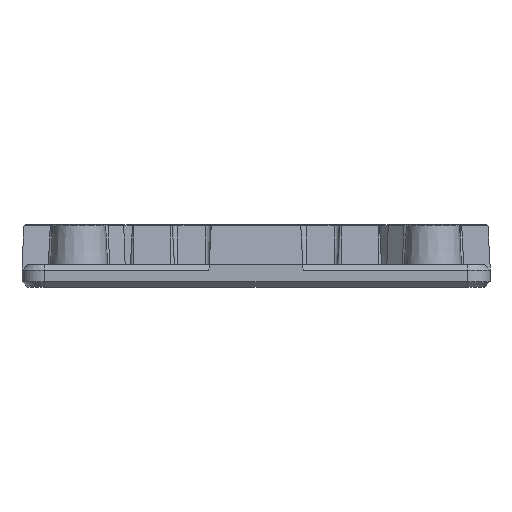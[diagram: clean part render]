
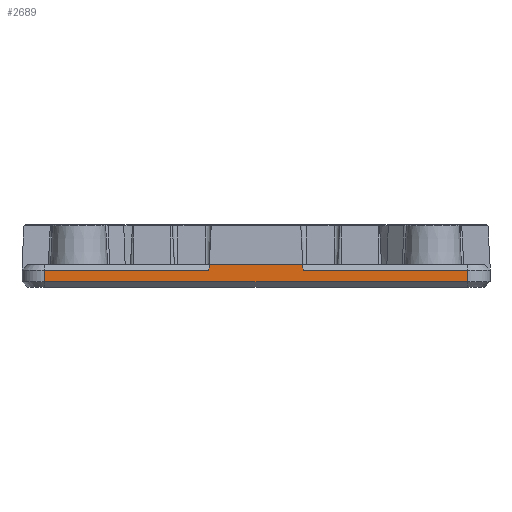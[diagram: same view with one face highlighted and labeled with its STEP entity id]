
A CAD part, front view. The second image highlights one B-rep face of the part: STEP entity #2689.
In plain terms, the highlighted planar face has unit normal (0, -1, 0).
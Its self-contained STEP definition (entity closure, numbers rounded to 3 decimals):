
#4 = FACE_OUTER_BOUND ( 'NONE', #2698, .T. ) ;
#147 = CARTESIAN_POINT ( 'NONE',  ( -4.139, -20.5, 1.247 ) ) ;
#185 = DIRECTION ( 'NONE',  ( 0., 0., -1. ) ) ;
#360 = CARTESIAN_POINT ( 'NONE',  ( -18.5, -20.5, 0.5 ) ) ;
#566 = ORIENTED_EDGE ( 'NONE', *, *, #8079, .T. ) ;
#617 = DIRECTION ( 'NONE',  ( -0.052, 0., 0.999 ) ) ;
#622 = EDGE_CURVE ( 'NONE', #3724, #4768, #2427, .T. ) ;
#1005 = CARTESIAN_POINT ( 'NONE',  ( 4.1, -20.5, 2. ) ) ;
#1234 = CARTESIAN_POINT ( 'NONE',  ( 18.5, -20.5, 1.5 ) ) ;
#1379 = ORIENTED_EDGE ( 'NONE', *, *, #8623, .T. ) ;
#1387 = CARTESIAN_POINT ( 'NONE',  ( -18.5, -20.5, 2. ) ) ;
#1461 = VECTOR ( 'NONE', #185, 1000. ) ;
#1605 = VECTOR ( 'NONE', #2328, 1000. ) ;
#1655 = CARTESIAN_POINT ( 'NONE',  ( 18.5, -20.5, 0.5 ) ) ;
#2023 = CARTESIAN_POINT ( 'NONE',  ( 18.5, -20.5, 0.5 ) ) ;
#2119 = DIRECTION ( 'NONE',  ( -1., 0., 0. ) ) ;
#2165 = EDGE_CURVE ( 'NONE', #4836, #4607, #8756, .T. ) ;
#2328 = DIRECTION ( 'NONE',  ( -0.052, 0., -0.999 ) ) ;
#2355 = LINE ( 'NONE', #3611, #8279 ) ;
#2427 = LINE ( 'NONE', #147, #1605 ) ;
#2474 = VECTOR ( 'NONE', #8815, 1000. ) ;
#2511 = LINE ( 'NONE', #6670, #1461 ) ;
#2535 = VECTOR ( 'NONE', #8489, 1000. ) ;
#2687 = ORIENTED_EDGE ( 'NONE', *, *, #7308, .F. ) ;
#2689 = ADVANCED_FACE ( 'NONE', ( #4 ), #5191, .F. ) ;
#2698 = EDGE_LOOP ( 'NONE', ( #4222, #1379, #3031, #4342, #5826, #2687, #5451, #566 ) ) ;
#2972 = LINE ( 'NONE', #8191, #6439 ) ;
#3031 = ORIENTED_EDGE ( 'NONE', *, *, #5307, .F. ) ;
#3293 = CARTESIAN_POINT ( 'NONE',  ( -4.126, -20.5, 1.5 ) ) ;
#3455 = AXIS2_PLACEMENT_3D ( 'NONE', #1387, #8085, #8841 ) ;
#3611 = CARTESIAN_POINT ( 'NONE',  ( 18.5, -20.5, 2. ) ) ;
#3695 = EDGE_CURVE ( 'NONE', #4254, #4836, #2972, .T. ) ;
#3724 = VERTEX_POINT ( 'NONE', #5800 ) ;
#4168 = CARTESIAN_POINT ( 'NONE',  ( -18.5, -20.5, 1.5 ) ) ;
#4222 = ORIENTED_EDGE ( 'NONE', *, *, #6402, .T. ) ;
#4254 = VERTEX_POINT ( 'NONE', #1234 ) ;
#4342 = ORIENTED_EDGE ( 'NONE', *, *, #3695, .T. ) ;
#4451 = CARTESIAN_POINT ( 'NONE',  ( -18.5, -20.5, 1.5 ) ) ;
#4607 = VERTEX_POINT ( 'NONE', #1005 ) ;
#4768 = VERTEX_POINT ( 'NONE', #3293 ) ;
#4836 = VERTEX_POINT ( 'NONE', #8376 ) ;
#4936 = DIRECTION ( 'NONE',  ( 1., 0., 0. ) ) ;
#5191 = PLANE ( 'NONE',  #3455 ) ;
#5218 = DIRECTION ( 'NONE',  ( 0., 0., -1. ) ) ;
#5307 = EDGE_CURVE ( 'NONE', #4254, #8718, #2355, .T. ) ;
#5451 = ORIENTED_EDGE ( 'NONE', *, *, #622, .T. ) ;
#5600 = CARTESIAN_POINT ( 'NONE',  ( -4.1, -20.5, 2. ) ) ;
#5800 = CARTESIAN_POINT ( 'NONE',  ( -4.1, -20.5, 2. ) ) ;
#5826 = ORIENTED_EDGE ( 'NONE', *, *, #2165, .T. ) ;
#6265 = VECTOR ( 'NONE', #4936, 1000. ) ;
#6378 = LINE ( 'NONE', #2023, #6265 ) ;
#6402 = EDGE_CURVE ( 'NONE', #8970, #8373, #2511, .T. ) ;
#6439 = VECTOR ( 'NONE', #2119, 1000. ) ;
#6627 = VECTOR ( 'NONE', #617, 1000. ) ;
#6670 = CARTESIAN_POINT ( 'NONE',  ( -18.5, -20.5, 2. ) ) ;
#7308 = EDGE_CURVE ( 'NONE', #3724, #4607, #7875, .T. ) ;
#7317 = CARTESIAN_POINT ( 'NONE',  ( 4.038, -20.5, 3.181 ) ) ;
#7875 = LINE ( 'NONE', #5600, #2535 ) ;
#8061 = LINE ( 'NONE', #4451, #2474 ) ;
#8079 = EDGE_CURVE ( 'NONE', #4768, #8970, #8061, .T. ) ;
#8085 = DIRECTION ( 'NONE',  ( 0., 1., 0. ) ) ;
#8191 = CARTESIAN_POINT ( 'NONE',  ( -18.5, -20.5, 1.5 ) ) ;
#8279 = VECTOR ( 'NONE', #5218, 1000. ) ;
#8373 = VERTEX_POINT ( 'NONE', #360 ) ;
#8376 = CARTESIAN_POINT ( 'NONE',  ( 4.126, -20.5, 1.5 ) ) ;
#8489 = DIRECTION ( 'NONE',  ( 1., 0., 0. ) ) ;
#8623 = EDGE_CURVE ( 'NONE', #8373, #8718, #6378, .T. ) ;
#8718 = VERTEX_POINT ( 'NONE', #1655 ) ;
#8756 = LINE ( 'NONE', #7317, #6627 ) ;
#8815 = DIRECTION ( 'NONE',  ( -1., 0., 0. ) ) ;
#8841 = DIRECTION ( 'NONE',  ( 0., 0., 1. ) ) ;
#8970 = VERTEX_POINT ( 'NONE', #4168 ) ;
